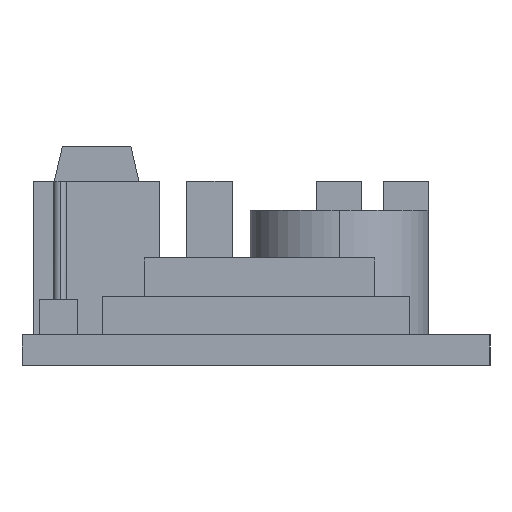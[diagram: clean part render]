
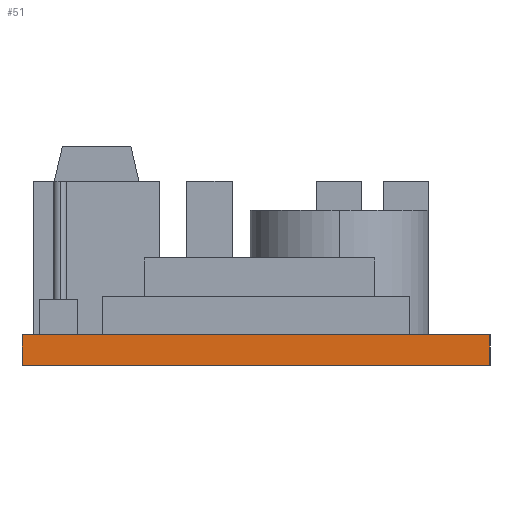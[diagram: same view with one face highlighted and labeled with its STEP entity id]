
A CAD part, left-side view. The second image highlights one B-rep face of the part: STEP entity #51.
In plain terms, the highlighted planar face has unit normal (-1, 0, 0).
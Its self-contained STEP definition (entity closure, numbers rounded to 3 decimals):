
#51=ADVANCED_FACE('',(#127),#1164,.T.);
#127=FACE_OUTER_BOUND('',#204,.T.);
#204=EDGE_LOOP('',(#335,#336,#337,#338));
#335=ORIENTED_EDGE('',*,*,#707,.T.);
#336=ORIENTED_EDGE('',*,*,#708,.T.);
#337=ORIENTED_EDGE('',*,*,#709,.F.);
#338=ORIENTED_EDGE('',*,*,#710,.F.);
#707=EDGE_CURVE('',#1048,#1049,#939,.T.);
#708=EDGE_CURVE('',#1049,#1050,#940,.T.);
#709=EDGE_CURVE('',#1051,#1050,#941,.T.);
#710=EDGE_CURVE('',#1048,#1051,#942,.T.);
#939=B_SPLINE_CURVE_WITH_KNOTS('',1,(#1785,#1786),.UNSPECIFIED.,.F.,.F.,
(2,2),(-179.48,-155.09),.UNSPECIFIED.);
#940=B_SPLINE_CURVE_WITH_KNOTS('',1,(#1787,#1788),.UNSPECIFIED.,.F.,.F.,
(2,2),(0.,1.6),.UNSPECIFIED.);
#941=B_SPLINE_CURVE_WITH_KNOTS('',1,(#1789,#1790),.UNSPECIFIED.,.F.,.F.,
(2,2),(-179.48,-155.09),.UNSPECIFIED.);
#942=B_SPLINE_CURVE_WITH_KNOTS('',1,(#1791,#1792),.UNSPECIFIED.,.F.,.F.,
(2,2),(0.,1.6),.UNSPECIFIED.);
#1048=VERTEX_POINT('',#1569);
#1049=VERTEX_POINT('',#1570);
#1050=VERTEX_POINT('',#1571);
#1051=VERTEX_POINT('',#1572);
#1164=PLANE('',#1312);
#1312=AXIS2_PLACEMENT_3D('',#1473,#1392,$);
#1392=DIRECTION('',(-1.,0.,0.));
#1473=CARTESIAN_POINT('',(-160.,-34.,0.));
#1569=CARTESIAN_POINT('',(-160.,-34.,0.));
#1570=CARTESIAN_POINT('',(-160.,-9.61,0.));
#1571=CARTESIAN_POINT('',(-160.,-9.61,-1.6));
#1572=CARTESIAN_POINT('',(-160.,-34.,-1.6));
#1785=CARTESIAN_POINT('',(-160.,-34.,0.));
#1786=CARTESIAN_POINT('',(-160.,-9.61,0.));
#1787=CARTESIAN_POINT('',(-160.,-9.61,0.));
#1788=CARTESIAN_POINT('',(-160.,-9.61,-1.6));
#1789=CARTESIAN_POINT('',(-160.,-34.,-1.6));
#1790=CARTESIAN_POINT('',(-160.,-9.61,-1.6));
#1791=CARTESIAN_POINT('',(-160.,-34.,0.));
#1792=CARTESIAN_POINT('',(-160.,-34.,-1.6));
